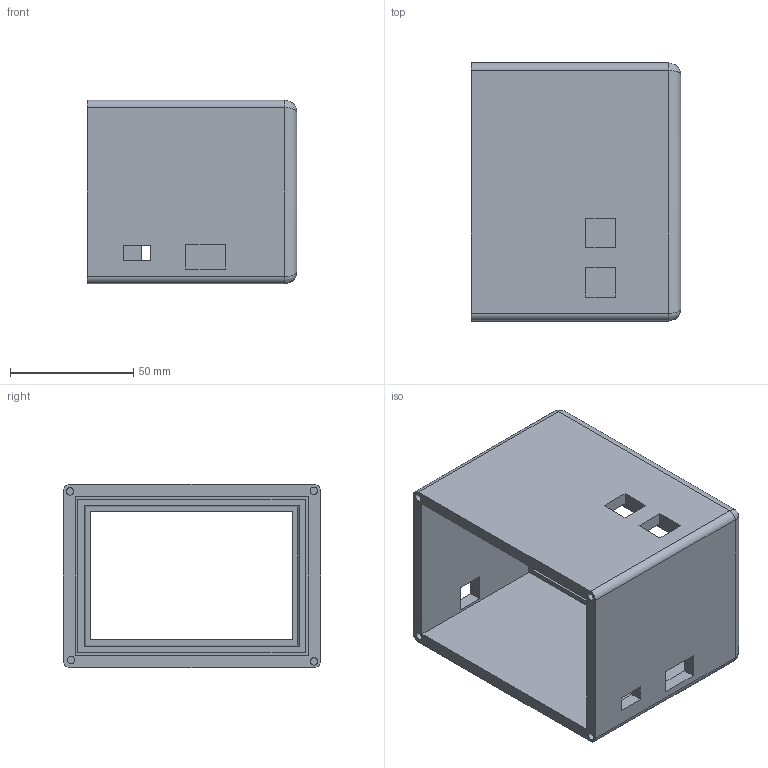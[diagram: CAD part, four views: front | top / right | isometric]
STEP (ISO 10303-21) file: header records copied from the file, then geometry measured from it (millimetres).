
FILE_DESCRIPTION(/* description */ (''),/* implementation_level */ '2;1');
FILE_NAME(/* name */ 'front_ecg.step',/* time_stamp */ '2025-07-08T22:06:45+05:30',/* author */ (''),/* organization */ (''),/* preprocessor_version */ 'ST-DEVELOPER v20.1',/* originating_system */ 'Autodesk Translation Framework v14.10.0.0',/* authorisation */ '');
FILE_SCHEMA (('AUTOMOTIVE_DESIGN { 1 0 10303 214 3 1 1 }'));
Length unit declared in the file: millimetre
Products named in the file (1): FusionComponent
Bounding box: 85 x 104.43 x 74.42 mm (x, y, z)
Volume: 162038.7 mm3; surface area: 74393.2 mm2
Topology: 1 solids, 1 shells, 69 faces, 168 edges, 104 vertices
Faces by surface type: plane 49, cylinder 16, bspline 4
Full cylindrical faces by diameter (mm): 3 x4
Entity records: 2139 total; most frequent: CARTESIAN_POINT 474, ORIENTED_EDGE 328, DIRECTION 324, EDGE_CURVE 164, LINE 136, VECTOR 136, VERTEX_POINT 104, AXIS2_PLACEMENT_3D 94
